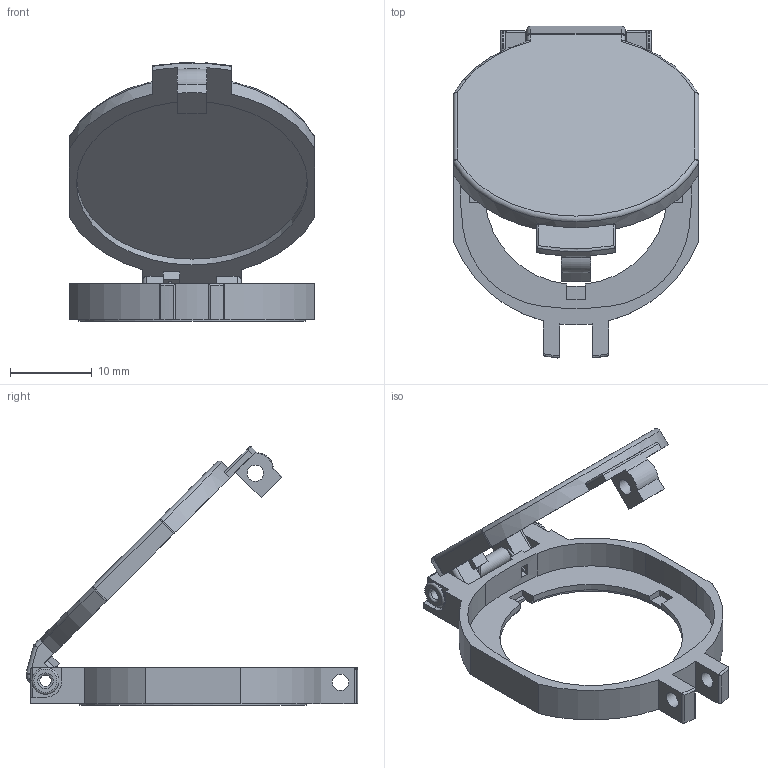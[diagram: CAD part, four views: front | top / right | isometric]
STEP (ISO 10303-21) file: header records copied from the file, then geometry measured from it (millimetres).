
FILE_DESCRIPTION(/* description */ (''),/* implementation_level */ '2;1');
FILE_NAME(/* name */ 'KDP22RR_ipt.stp',/* time_stamp */ '2017-04-03T15:06:26+02:00',/* author */ ('ahoffmann'),/* organization */ (''),/* preprocessor_version */ 'ST-DEVELOPER v16.1',/* originating_system */ 'Autodesk Inventor 2016',/* authorisation */ '');
FILE_SCHEMA (('AUTOMOTIVE_DESIGN { 1 0 10303 214 3 1 1 }'));
Length unit declared in the file: millimetre
Products named in the file (1): KDP22RR_vereinfacht
Bounding box: 30 x 40.49 x 31.56 mm (x, y, z)
Volume: 2598.8 mm3; surface area: 4424.5 mm2
Topology: 1 solids, 1 shells, 194 faces, 503 edges, 312 vertices
Faces by surface type: plane 91, cylinder 78, torus 13, sphere 12
Full cylindrical faces by diameter (mm): 0.3 x2, 1.4 x1, 2 x4, 2.1 x2, 3.3 x2, 27.7 x1, 28 x1, 28.2 x1
Entity records: 5948 total; most frequent: CARTESIAN_POINT 1163, DIRECTION 1024, ORIENTED_EDGE 954, EDGE_CURVE 477, AXIS2_PLACEMENT_3D 371, VERTEX_POINT 310, LINE 282, VECTOR 282
